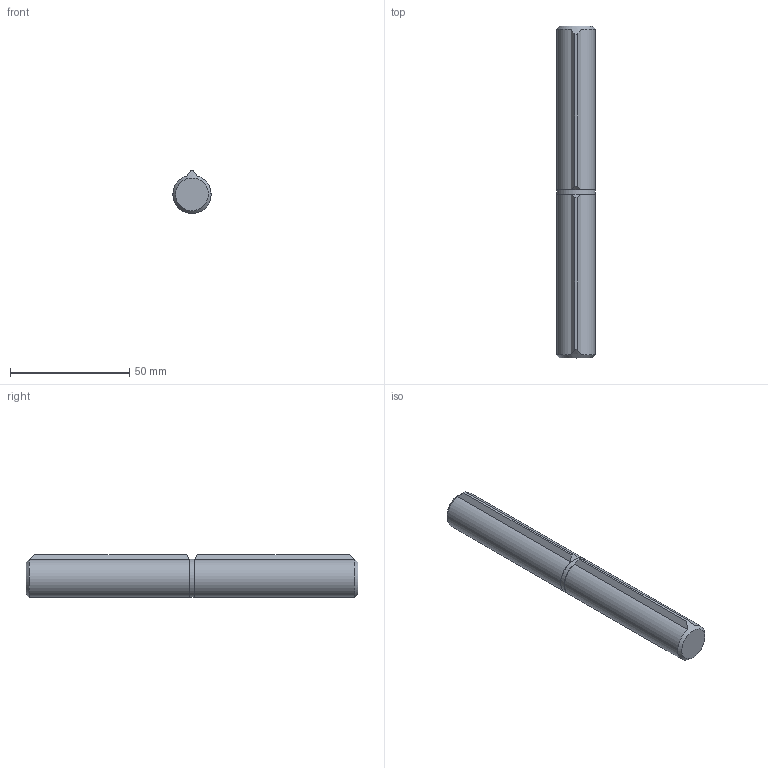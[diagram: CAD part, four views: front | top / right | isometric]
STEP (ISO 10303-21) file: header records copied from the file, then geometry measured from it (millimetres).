
FILE_DESCRIPTION (( 'STEP AP203' ), '1' );
FILE_NAME ('56510-240-140.step', '2022-11-03T12:32:51', ( '' ), ( '' ), 'SwSTEP 2.0', 'SolidWorks 2018', '' );
FILE_SCHEMA (( 'CONFIG_CONTROL_DESIGN' ));
Length unit declared in the file: millimetre
Products named in the file (4): 56510-240 Teil1_56510-240-140 Teil1; 56510-240 Teil2_56510-240-140 Teil2; 56510-240 Teil3_56510-240-140 Teil3; 56510-240-140
Assembly tree (3 placements, depth 2):
  56510-240-140
    56510-240 Teil2_56510-240-140 Teil2
    56510-240 Teil3_56510-240-140 Teil3
    56510-240 Teil1_56510-240-140 Teil1
Bounding box: 16 x 139 x 18 mm (x, y, z)
Volume: 28329.6 mm3; surface area: 9642.5 mm2
Topology: 3 solids, 3 shells, 326 faces, 859 edges, 572 vertices
Faces by surface type: plane 188, bspline 126, cone 6, cylinder 6
Full cylindrical faces by diameter (mm): 9 x1, 9.3 x2, 16 x1
Entity records: 16901 total; most frequent: CARTESIAN_POINT 9355, ORIENTED_EDGE 1690, DIRECTION 1011, EDGE_CURVE 845, VERTEX_POINT 568, LINE 563, VECTOR 563, EDGE_LOOP 371
